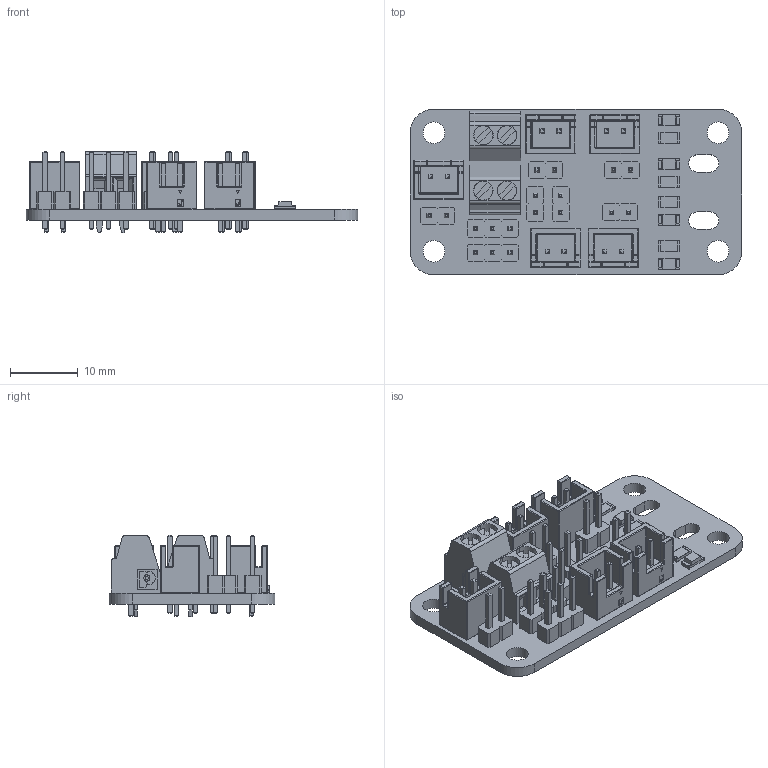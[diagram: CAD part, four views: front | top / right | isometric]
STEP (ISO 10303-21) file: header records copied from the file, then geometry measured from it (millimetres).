
FILE_DESCRIPTION(('KiCad electronic assembly'),'2;1');
FILE_NAME('3DP_HotEnd_Breakout.step','2020-11-24T01:44:55',('An Author') ,('A Company'),'Open CASCADE STEP processor 6.9', 'KiCad to STEP converter','Unknown');
FILE_SCHEMA(('AUTOMOTIVE_DESIGN { 1 0 10303 214 1 1 1 1 }'));
Length unit declared in the file: millimetre
Products named in the file (14): Open CASCADE STEP translator 6.9 1; R_1206_3216Metric; SOLID; LED_1206_3216Metric; JST_-_B2B-XH-A(LF)(SN); COMPOUND; PinHeader_1x02_P2.54mm_Vertical; pxc_1751248_04_MKDS-1-2-3-5_3D; PinHeader_1x03_P2.54mm_Vertical
Assembly tree (30 placements, depth 3):
  Open CASCADE STEP translator 6.9 1
    R_1206_3216Metric  x4
      SOLID
    LED_1206_3216Metric  x4
      SOLID
    JST_-_B2B-XH-A(LF)(SN)  x5
      COMPOUND
    PinHeader_1x02_P2.54mm_Vertical  x6
      SOLID
    pxc_1751248_04_MKDS-1-2-3-5_3D  x2
      COMPOUND
    PinHeader_1x03_P2.54mm_Vertical  x2
      SOLID
    COMPOUND
Bounding box: 49 x 24.5 x 12.04 mm (x, y, z)
Volume: 3774.2 mm3; surface area: 6568.2 mm2
Topology: 58 solids, 58 shells, 1944 faces, 4550 edges, 2786 vertices
Faces by surface type: plane 1266, cylinder 498, sphere 110, torus 70
Full cylindrical faces by diameter (mm): 1 x28, 1.1 x4, 1.2 x5, 3.2 x4
Entity records: 40883 total; most frequent: CARTESIAN_POINT 10414, DIRECTION 5290, LINE 3239, VECTOR 3239, ORIENTED_EDGE 2694, PCURVE 2694, DEFINITIONAL_REPRESENTATION 2694, EDGE_CURVE 1347
